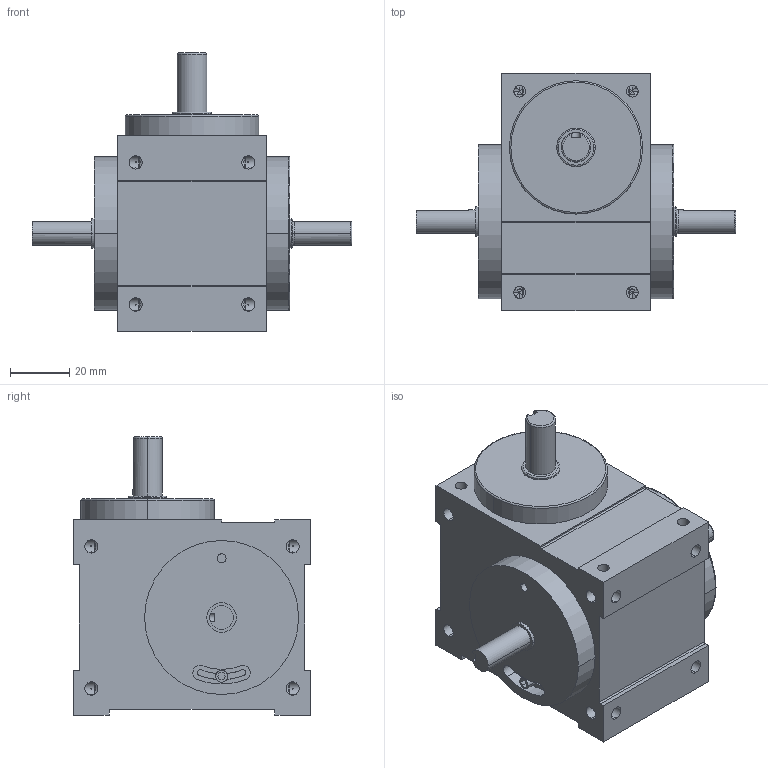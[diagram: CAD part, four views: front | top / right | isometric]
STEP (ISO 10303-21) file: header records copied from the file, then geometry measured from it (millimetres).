
FILE_DESCRIPTION (( 'STEP AP203' ), '1' );
FILE_NAME ('DS025.STEP', '2025-06-19T11:16:40', ( '' ), ( '' ), 'SwSTEP 2.0', 'SolidWorks 2018', '' );
FILE_SCHEMA (( 'CONFIG_CONTROL_DESIGN' ));
Length unit declared in the file: millimetre
Products named in the file (1): DS025
Bounding box: 108 x 80 x 94 mm (x, y, z)
Volume: 295893.3 mm3; surface area: 33129.6 mm2
Topology: 1 solids, 1 shells, 318 faces, 826 edges, 498 vertices
Faces by surface type: cylinder 129, cone 96, plane 79, torus 14
Entity records: 11211 total; most frequent: CARTESIAN_POINT 3697, ORIENTED_EDGE 1588, DIRECTION 1495, EDGE_CURVE 794, AXIS2_PLACEMENT_3D 583, VERTEX_POINT 498, EDGE_LOOP 374, LINE 329
